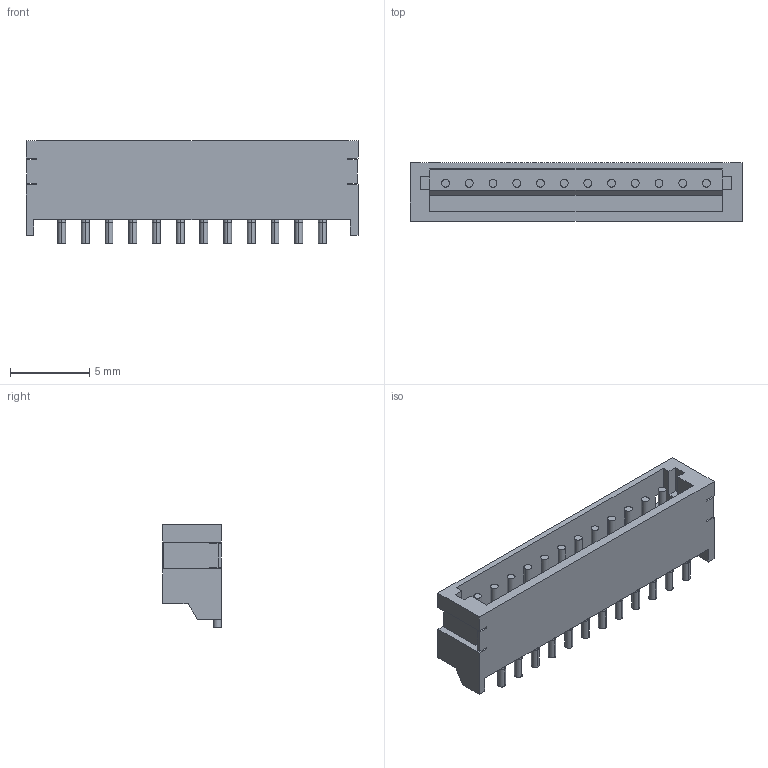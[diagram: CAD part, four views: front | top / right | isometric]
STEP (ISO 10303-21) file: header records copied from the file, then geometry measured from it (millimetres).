
FILE_DESCRIPTION (( 'STEP AP214' ), '1' );
FILE_NAME ('S12B-ZR-SM4A.STEP', '2010-06-16T05:00:33', ( ' ' ), ( ' ' ), 'SwSTEP 2.0', 'SolidWorks 2005235', '' );
FILE_SCHEMA (( 'AUTOMOTIVE_DESIGN' ));
Length unit declared in the file: millimetre
Products named in the file (1): S12B-ZR-SM4A
Bounding box: 21 x 3.7 x 6.5 mm (x, y, z)
Volume: 230.2 mm3; surface area: 636.4 mm2
Topology: 1 solids, 1 shells, 157 faces, 372 edges, 240 vertices
Faces by surface type: plane 85, cylinder 48, torus 24
Entity records: 6480 total; most frequent: CARTESIAN_POINT 1026, DIRECTION 784, ORIENTED_EDGE 744, EDGE_CURVE 372, AXIS2_PLACEMENT_3D 278, VERTEX_POINT 240, VECTOR 228, LINE 228
